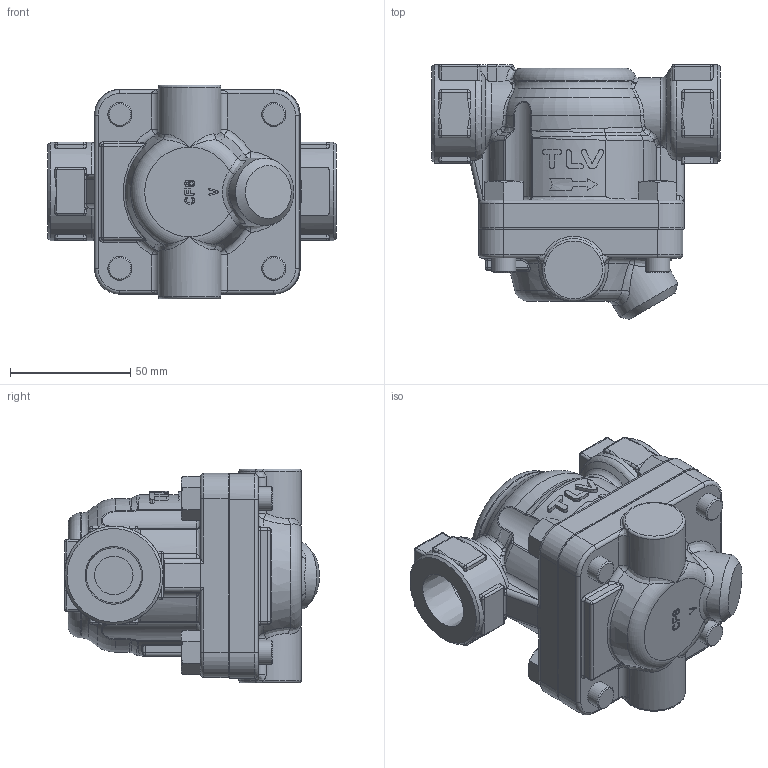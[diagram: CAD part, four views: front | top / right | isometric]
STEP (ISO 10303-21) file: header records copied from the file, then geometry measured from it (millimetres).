
FILE_DESCRIPTION(/* description */ (''),/* implementation_level */ '2;1');
FILE_NAME(/* name */ 'svgm2-020-screw-00.stp',/* time_stamp */ '2026-01-21T08:49:44+09:00',/* author */ ('shibuya'),/* organization */ (''),/* preprocessor_version */ 'ST-DEVELOPER v20',/* originating_system */ 'Autodesk Inventor 2025',/* authorisation */ '');
FILE_SCHEMA (('AUTOMOTIVE_DESIGN { 1 0 10303 214 3 1 1 }','PROCESS_PLANNING_SCHEMA'));
Length unit declared in the file: millimetre
Products named in the file (1): 20A_SCREW_SS1VG_A-M2_ASSY
Bounding box: 120 x 106.04 x 89 mm (x, y, z)
Volume: 474242.7 mm3; surface area: 55572.7 mm2
Topology: 1 solids, 5 shells, 809 faces, 2012 edges, 1191 vertices
Faces by surface type: plane 269, cylinder 231, bspline 168, torus 59, cone 49, sphere 33
Full cylindrical faces by diameter (mm): 10 x8, 11 x4, 16 x1, 23 x2, 28 x1, 41 x2
Entity records: 30458 total; most frequent: CARTESIAN_POINT 12463, ORIENTED_EDGE 3940, DIRECTION 3528, EDGE_CURVE 1970, AXIS2_PLACEMENT_3D 1391, VERTEX_POINT 1191, EDGE_LOOP 837, FACE_OUTER_BOUND 809
